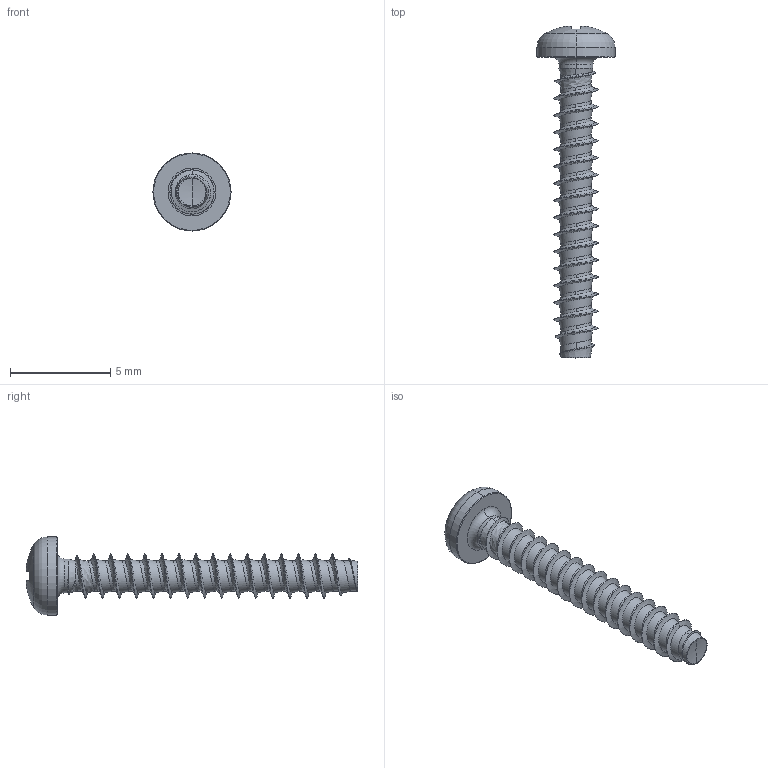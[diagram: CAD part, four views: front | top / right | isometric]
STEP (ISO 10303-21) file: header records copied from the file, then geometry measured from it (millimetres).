
FILE_DESCRIPTION (( 'STEP AP203' ), '1' );
FILE_NAME ('STP220220150.STEP', '2017-08-15T02:30:26', ( '' ), ( '' ), 'SwSTEP 2.0', 'SolidWorks 2015', '' );
FILE_SCHEMA (( 'CONFIG_CONTROL_DESIGN' ));
Length unit declared in the file: millimetre
Products named in the file (1): STP220220150
Bounding box: 3.9 x 16.56 x 3.9 mm (x, y, z)
Volume: 45.3 mm3; surface area: 159.8 mm2
Topology: 1 solids, 1 shells, 199 faces, 484 edges, 287 vertices
Faces by surface type: cylinder 59, bspline 55, plane 30, torus 28, sphere 20, cone 7
Entity records: 23778 total; most frequent: CARTESIAN_POINT 19609, ORIENTED_EDGE 964, DIRECTION 750, EDGE_CURVE 482, AXIS2_PLACEMENT_3D 324, VERTEX_POINT 287, EDGE_LOOP 201, FACE_OUTER_BOUND 199
